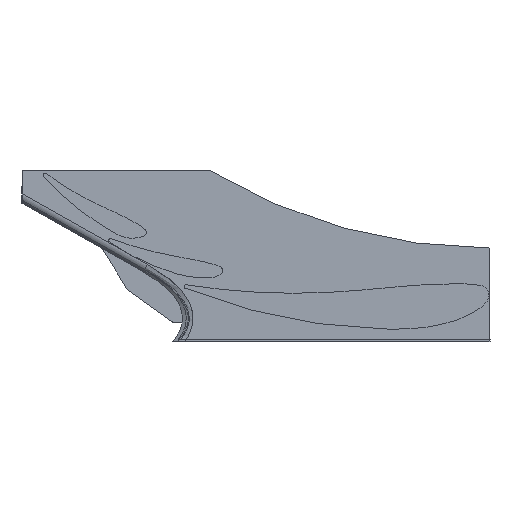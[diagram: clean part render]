
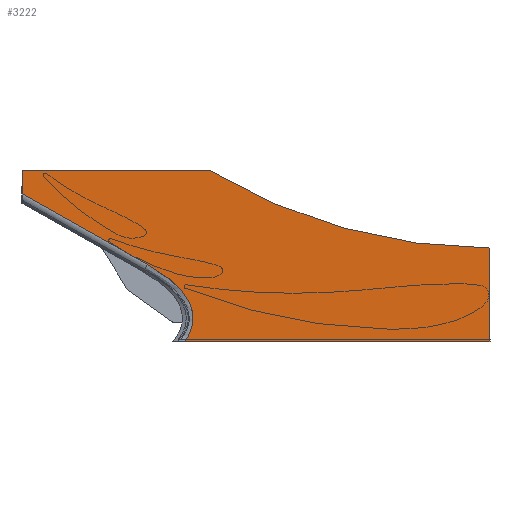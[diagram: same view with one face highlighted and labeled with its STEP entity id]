
A CAD part, front view. The second image highlights one B-rep face of the part: STEP entity #3222.
In plain terms, the highlighted face is planar.
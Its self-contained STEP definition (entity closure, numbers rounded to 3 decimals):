
#67=B_SPLINE_CURVE_WITH_KNOTS('',3,(#6081,#6082,#6083,#6084,#6085,#6086,
#6087,#6088,#6089,#6090,#6091,#6092,#6093),.UNSPECIFIED.,.F.,.F.,(4,1,1,
1,1,1,1,1,1,1,4),(-11.898,-10.318,-8.739,
-7.159,-5.579,-4.789,-3.999,
-3.209,-2.419,-1.629,-1.327),
 .UNSPECIFIED.);
#405=LINE('',#5838,#636);
#423=LINE('',#6114,#654);
#425=LINE('',#6118,#656);
#429=LINE('',#6130,#660);
#430=LINE('',#6132,#661);
#636=VECTOR('',#4691,10.);
#654=VECTOR('',#4731,10.);
#656=VECTOR('',#4735,10.);
#660=VECTOR('',#4743,10.);
#661=VECTOR('',#4746,10.);
#940=FACE_OUTER_BOUND('',#1115,.T.);
#1115=EDGE_LOOP('',(#2978,#2979,#2980,#2981,#2982,#2983,#2984));
#1317=CIRCLE('',#3725,583.669);
#1588=VERTEX_POINT('',#5831);
#1589=VERTEX_POINT('',#5833);
#1590=VERTEX_POINT('',#5837);
#1607=VERTEX_POINT('',#6072);
#1609=VERTEX_POINT('',#6080);
#1612=VERTEX_POINT('',#6111);
#1613=VERTEX_POINT('',#6117);
#2030=EDGE_CURVE('',#1588,#1589,#1317,.T.);
#2032=EDGE_CURVE('',#1589,#1590,#405,.T.);
#2058=EDGE_CURVE('',#1609,#1607,#67,.T.);
#2063=EDGE_CURVE('',#1612,#1609,#423,.T.);
#2065=EDGE_CURVE('',#1612,#1613,#425,.T.);
#2069=EDGE_CURVE('',#1590,#1607,#429,.T.);
#2070=EDGE_CURVE('',#1613,#1588,#430,.T.);
#2978=ORIENTED_EDGE('',*,*,#2030,.F.);
#2979=ORIENTED_EDGE('',*,*,#2070,.F.);
#2980=ORIENTED_EDGE('',*,*,#2065,.F.);
#2981=ORIENTED_EDGE('',*,*,#2063,.T.);
#2982=ORIENTED_EDGE('',*,*,#2058,.T.);
#2983=ORIENTED_EDGE('',*,*,#2069,.F.);
#2984=ORIENTED_EDGE('',*,*,#2032,.F.);
#3047=PLANE('',#3742);
#3222=ADVANCED_FACE('',(#940),#3047,.F.);
#3725=AXIS2_PLACEMENT_3D('',#5834,#4686,#4687);
#3742=AXIS2_PLACEMENT_3D('',#6133,#4747,#4748);
#4686=DIRECTION('center_axis',(0.,1.,0.));
#4687=DIRECTION('ref_axis',(0.,0.,1.));
#4691=DIRECTION('',(0.,0.,1.));
#4731=DIRECTION('',(0.871,0.,0.491));
#4735=DIRECTION('',(0.,0.,-1.));
#4743=DIRECTION('',(-1.,0.,0.));
#4746=DIRECTION('',(1.,0.,0.));
#4747=DIRECTION('center_axis',(0.,-1.,0.));
#4748=DIRECTION('ref_axis',(0.,0.,-1.));
#5831=CARTESIAN_POINT('',(-50.,2.5,-91.5));
#5833=CARTESIAN_POINT('',(250.,2.5,-8.5));
#5834=CARTESIAN_POINT('Origin',(250.,2.5,-592.169));
#5837=CARTESIAN_POINT('',(250.,2.5,91.5));
#5838=CARTESIAN_POINT('',(250.,2.5,91.5));
#6072=CARTESIAN_POINT('',(-76.224,2.5,91.5));
#6080=CARTESIAN_POINT('',(-116.054,2.5,9.083));
#6081=CARTESIAN_POINT('Ctrl Pts',(-116.054,2.5,9.083));
#6082=CARTESIAN_POINT('Ctrl Pts',(-111.466,2.5,11.668));
#6083=CARTESIAN_POINT('Ctrl Pts',(-102.477,2.5,17.137));
#6084=CARTESIAN_POINT('Ctrl Pts',(-89.778,2.5,26.584));
#6085=CARTESIAN_POINT('Ctrl Pts',(-78.452,2.5,37.675));
#6086=CARTESIAN_POINT('Ctrl Pts',(-71.167,2.5,48.788));
#6087=CARTESIAN_POINT('Ctrl Pts',(-67.859,2.5,58.858));
#6088=CARTESIAN_POINT('Ctrl Pts',(-67.022,2.5,66.759));
#6089=CARTESIAN_POINT('Ctrl Pts',(-67.976,2.5,74.652));
#6090=CARTESIAN_POINT('Ctrl Pts',(-70.545,2.5,82.16));
#6091=CARTESIAN_POINT('Ctrl Pts',(-73.583,2.5,87.673));
#6092=CARTESIAN_POINT('Ctrl Pts',(-75.636,2.5,90.681));
#6093=CARTESIAN_POINT('Ctrl Pts',(-76.224,2.5,91.5));
#6111=CARTESIAN_POINT('',(-250.,2.5,-66.385));
#6114=CARTESIAN_POINT('',(31.886,2.5,92.436));
#6117=CARTESIAN_POINT('',(-250.,2.5,-91.5));
#6118=CARTESIAN_POINT('',(-250.,2.5,-91.5));
#6130=CARTESIAN_POINT('',(-250.,2.5,91.5));
#6132=CARTESIAN_POINT('',(250.,2.5,-91.5));
#6133=CARTESIAN_POINT('Origin',(0.,2.5,0.));
